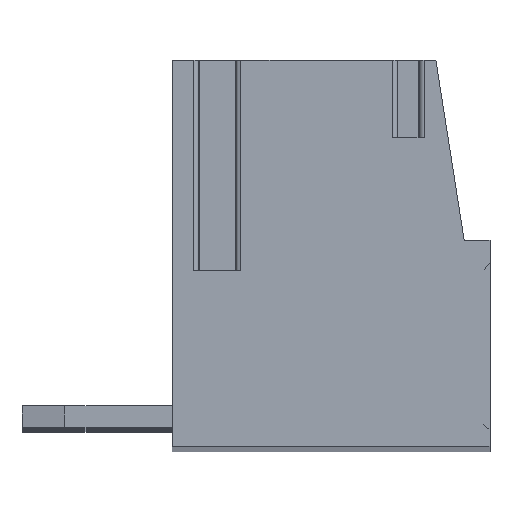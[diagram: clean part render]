
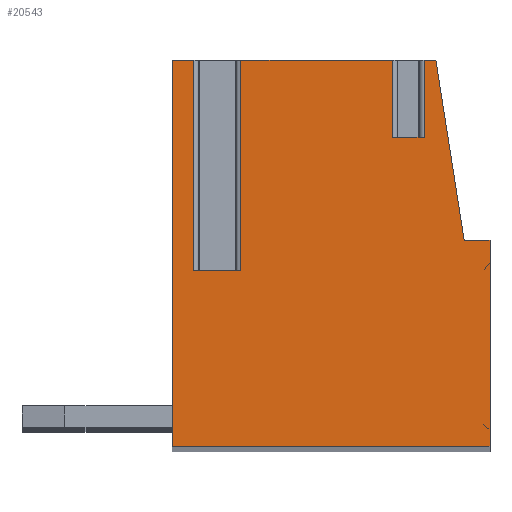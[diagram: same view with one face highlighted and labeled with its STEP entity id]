
A CAD part, top view. The second image highlights one B-rep face of the part: STEP entity #20543.
In plain terms, the highlighted planar face has unit normal (0, 0, 1).
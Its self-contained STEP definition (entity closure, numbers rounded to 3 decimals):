
#6661=DIRECTION('',(0.,1.,0.));
#6662=VECTOR('',#6661,1.8);
#6663=CARTESIAN_POINT('',(1.436,2.4,1.905));
#6664=LINE('',#6663,#6662);
#6665=DIRECTION('',(0.,1.,0.));
#6666=VECTOR('',#6665,1.8);
#6667=CARTESIAN_POINT('',(2.164,2.4,1.905));
#6668=LINE('',#6667,#6666);
#6669=DIRECTION('',(-1.,0.,0.));
#6670=VECTOR('',#6669,0.276);
#6671=CARTESIAN_POINT('',(2.44,4.2,1.905));
#6672=LINE('',#6671,#6670);
#6673=DIRECTION('',(-0.155,0.988,0.));
#6674=VECTOR('',#6673,4.252);
#6675=CARTESIAN_POINT('',(3.1,0.,1.905));
#6676=LINE('',#6675,#6674);
#6677=DIRECTION('',(-1.,0.,0.));
#6678=VECTOR('',#6677,0.6);
#6679=CARTESIAN_POINT('',(3.7,0.,1.905));
#6680=LINE('',#6679,#6678);
#6681=DIRECTION('',(0.,1.,0.));
#6682=VECTOR('',#6681,4.8);
#6683=CARTESIAN_POINT('',(3.7,-4.8,1.905));
#6684=LINE('',#6683,#6682);
#6685=DIRECTION('',(1.,0.,0.));
#6686=VECTOR('',#6685,7.4);
#6687=CARTESIAN_POINT('',(-3.7,-4.8,1.905));
#6688=LINE('',#6687,#6686);
#6689=DIRECTION('',(0.,-1.,0.));
#6690=VECTOR('',#6689,9.);
#6691=CARTESIAN_POINT('',(-3.7,4.2,1.905));
#6692=LINE('',#6691,#6690);
#6693=DIRECTION('',(-1.,0.,0.));
#6694=VECTOR('',#6693,0.504);
#6695=CARTESIAN_POINT('',(-3.196,4.2,1.905));
#6696=LINE('',#6695,#6694);
#6697=DIRECTION('',(0.,1.,0.));
#6698=VECTOR('',#6697,4.9);
#6699=CARTESIAN_POINT('',(-3.196,-0.7,1.905));
#6700=LINE('',#6699,#6698);
#6701=DIRECTION('',(-1.,0.,0.));
#6702=VECTOR('',#6701,1.093);
#6703=CARTESIAN_POINT('',(-2.104,-0.7,1.905));
#6704=LINE('',#6703,#6702);
#6705=DIRECTION('',(0.,1.,0.));
#6706=VECTOR('',#6705,4.9);
#6707=CARTESIAN_POINT('',(-2.104,-0.7,1.905));
#6708=LINE('',#6707,#6706);
#6709=DIRECTION('',(-1.,0.,0.));
#6710=VECTOR('',#6709,3.54);
#6711=CARTESIAN_POINT('',(1.436,4.2,1.905));
#6712=LINE('',#6711,#6710);
#6722=DIRECTION('',(1.,0.,0.));
#6723=VECTOR('',#6722,0.728);
#6724=CARTESIAN_POINT('',(1.436,2.4,1.905));
#6725=LINE('',#6724,#6723);
#8481=CARTESIAN_POINT('',(3.7,0.,1.905));
#8482=CARTESIAN_POINT('',(3.1,0.,1.905));
#8483=VERTEX_POINT('',#8481);
#8484=VERTEX_POINT('',#8482);
#8485=CARTESIAN_POINT('',(2.44,4.2,1.905));
#8486=VERTEX_POINT('',#8485);
#8487=CARTESIAN_POINT('',(-3.7,4.2,1.905));
#8488=CARTESIAN_POINT('',(-3.7,-4.8,1.905));
#8489=VERTEX_POINT('',#8487);
#8490=VERTEX_POINT('',#8488);
#8491=CARTESIAN_POINT('',(3.7,-4.8,1.905));
#8492=VERTEX_POINT('',#8491);
#8525=CARTESIAN_POINT('',(-2.104,-0.7,1.905));
#8526=CARTESIAN_POINT('',(-3.196,-0.7,1.905));
#8527=VERTEX_POINT('',#8525);
#8528=VERTEX_POINT('',#8526);
#8529=CARTESIAN_POINT('',(-3.196,4.2,1.905));
#8530=VERTEX_POINT('',#8529);
#8531=CARTESIAN_POINT('',(-2.104,4.2,1.905));
#8532=VERTEX_POINT('',#8531);
#8537=CARTESIAN_POINT('',(1.436,4.2,1.905));
#8538=VERTEX_POINT('',#8537);
#8540=CARTESIAN_POINT('',(2.164,4.2,1.905));
#8542=VERTEX_POINT('',#8540);
#8605=CARTESIAN_POINT('',(1.436,2.4,1.905));
#8606=VERTEX_POINT('',#8605);
#8608=CARTESIAN_POINT('',(2.164,2.4,1.905));
#8610=VERTEX_POINT('',#8608);
#20512=CARTESIAN_POINT('',(0.,0.,1.905));
#20513=DIRECTION('',(0.,0.,1.));
#20514=DIRECTION('',(1.,0.,0.));
#20515=AXIS2_PLACEMENT_3D('',#20512,#20513,#20514);
#20516=PLANE('',#20515);
#20518=ORIENTED_EDGE('',*,*,#20517,.F.);
#20520=ORIENTED_EDGE('',*,*,#20519,.T.);
#20522=ORIENTED_EDGE('',*,*,#20521,.T.);
#20523=ORIENTED_EDGE('',*,*,#11086,.F.);
#20525=ORIENTED_EDGE('',*,*,#20524,.F.);
#20527=ORIENTED_EDGE('',*,*,#20526,.F.);
#20529=ORIENTED_EDGE('',*,*,#20528,.F.);
#20531=ORIENTED_EDGE('',*,*,#20530,.F.);
#20532=ORIENTED_EDGE('',*,*,#17350,.F.);
#20533=ORIENTED_EDGE('',*,*,#11110,.F.);
#20535=ORIENTED_EDGE('',*,*,#20534,.F.);
#20537=ORIENTED_EDGE('',*,*,#20536,.F.);
#20539=ORIENTED_EDGE('',*,*,#20538,.T.);
#20540=ORIENTED_EDGE('',*,*,#11098,.F.);
#20541=EDGE_LOOP('',(#20518,#20520,#20522,#20523,#20525,#20527,#20529,#20531,
#20532,#20533,#20535,#20537,#20539,#20540));
#20542=FACE_OUTER_BOUND('',#20541,.F.);
#11086=EDGE_CURVE('',#8486,#8542,#6672,.T.);
#11098=EDGE_CURVE('',#8538,#8532,#6712,.T.);
#11110=EDGE_CURVE('',#8530,#8489,#6696,.T.);
#17350=EDGE_CURVE('',#8489,#8490,#6692,.T.);
#20517=EDGE_CURVE('',#8606,#8538,#6664,.T.);
#20519=EDGE_CURVE('',#8606,#8610,#6725,.T.);
#20521=EDGE_CURVE('',#8610,#8542,#6668,.T.);
#20524=EDGE_CURVE('',#8484,#8486,#6676,.T.);
#20526=EDGE_CURVE('',#8483,#8484,#6680,.T.);
#20528=EDGE_CURVE('',#8492,#8483,#6684,.T.);
#20530=EDGE_CURVE('',#8490,#8492,#6688,.T.);
#20534=EDGE_CURVE('',#8528,#8530,#6700,.T.);
#20536=EDGE_CURVE('',#8527,#8528,#6704,.T.);
#20538=EDGE_CURVE('',#8527,#8532,#6708,.T.);
#20543=ADVANCED_FACE('',(#20542),#20516,.T.);
